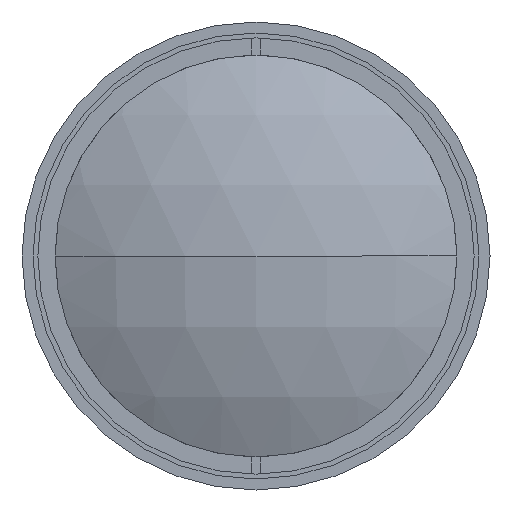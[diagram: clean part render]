
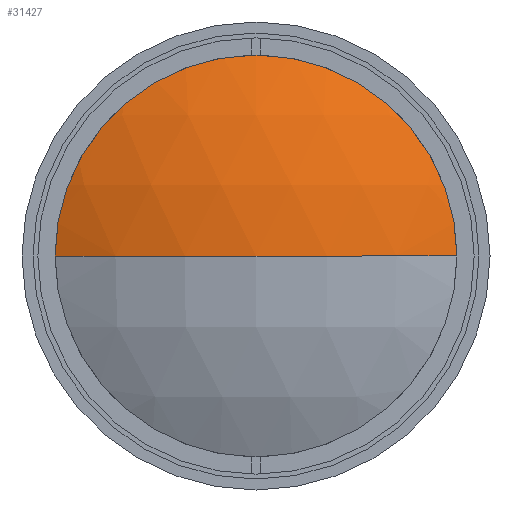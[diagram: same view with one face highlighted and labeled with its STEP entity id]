
A CAD part, left-side view. The second image highlights one B-rep face of the part: STEP entity #31427.
In plain terms, the highlighted spherical face has radius 82.266 mm.
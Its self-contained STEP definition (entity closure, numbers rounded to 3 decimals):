
#862 = ORIENTED_EDGE ( 'NONE', *, *, #12007, .F. ) ;
#1475 = CARTESIAN_POINT ( 'NONE',  ( 3.956, -37.5, 0. ) ) ;
#5255 = DIRECTION ( 'NONE',  ( 0., 0., 1. ) ) ;
#6300 = DIRECTION ( 'NONE',  ( 0., 0., 1. ) ) ;
#6426 = FACE_OUTER_BOUND ( 'NONE', #48707, .T. ) ;
#6484 = AXIS2_PLACEMENT_3D ( 'NONE', #34626, #22470, #46558 ) ;
#7745 = DIRECTION ( 'NONE',  ( 0., 0., 1. ) ) ;
#8283 = CARTESIAN_POINT ( 'NONE',  ( 3.956, 37.5, 0. ) ) ;
#11024 = DIRECTION ( 'NONE',  ( 0., 0., -1. ) ) ;
#12007 = EDGE_CURVE ( 'NONE', #25303, #13592, #28988, .T. ) ;
#12389 = CARTESIAN_POINT ( 'NONE',  ( 3.956, 0., 0. ) ) ;
#13592 = VERTEX_POINT ( 'NONE', #8283 ) ;
#14072 = CARTESIAN_POINT ( 'NONE',  ( -69.266, 0., 0. ) ) ;
#15572 = AXIS2_PLACEMENT_3D ( 'NONE', #42091, #11024, #22153 ) ;
#17409 = DIRECTION ( 'NONE',  ( -1., 0., 0. ) ) ;
#20034 = CARTESIAN_POINT ( 'NONE',  ( 13., 0., 0. ) ) ;
#20726 = AXIS2_PLACEMENT_3D ( 'NONE', #14072, #6300, #29856 ) ;
#22153 = DIRECTION ( 'NONE',  ( 0., 1., 0. ) ) ;
#22470 = DIRECTION ( 'NONE',  ( 0., 0., -1. ) ) ;
#23864 = CIRCLE ( 'NONE', #15572, 82.266 ) ;
#25303 = VERTEX_POINT ( 'NONE', #20034 ) ;
#27230 = ORIENTED_EDGE ( 'NONE', *, *, #39144, .F. ) ;
#28471 = CIRCLE ( 'NONE', #47514, 37.5 ) ;
#28988 = CIRCLE ( 'NONE', #20726, 82.266 ) ;
#29856 = DIRECTION ( 'NONE',  ( 1., 0., 0. ) ) ;
#31427 = ADVANCED_FACE ( 'NONE', ( #6426 ), #34125, .T. ) ;
#31756 = EDGE_CURVE ( 'NONE', #25303, #45218, #23864, .T. ) ;
#34125 = SPHERICAL_SURFACE ( 'NONE', #6484, 82.266 ) ;
#34360 = AXIS2_PLACEMENT_3D ( 'NONE', #48513, #17409, #5255 ) ;
#34626 = CARTESIAN_POINT ( 'NONE',  ( -69.266, 0., 0. ) ) ;
#38052 = ORIENTED_EDGE ( 'NONE', *, *, #39856, .F. ) ;
#39144 = EDGE_CURVE ( 'NONE', #13592, #50324, #44280, .T. ) ;
#39856 = EDGE_CURVE ( 'NONE', #50324, #45218, #28471, .T. ) ;
#42091 = CARTESIAN_POINT ( 'NONE',  ( -69.266, 0., 0. ) ) ;
#43652 = CARTESIAN_POINT ( 'NONE',  ( 3.956, 0., -37.5 ) ) ;
#44280 = CIRCLE ( 'NONE', #34360, 37.5 ) ;
#45218 = VERTEX_POINT ( 'NONE', #1475 ) ;
#46558 = DIRECTION ( 'NONE',  ( 0., 1., 0. ) ) ;
#46917 = ORIENTED_EDGE ( 'NONE', *, *, #31756, .T. ) ;
#47113 = DIRECTION ( 'NONE',  ( -1., 0., 0. ) ) ;
#47514 = AXIS2_PLACEMENT_3D ( 'NONE', #12389, #47113, #7745 ) ;
#48513 = CARTESIAN_POINT ( 'NONE',  ( 3.956, 0., 0. ) ) ;
#48707 = EDGE_LOOP ( 'NONE', ( #862, #46917, #38052, #27230 ) ) ;
#50324 = VERTEX_POINT ( 'NONE', #43652 ) ;
